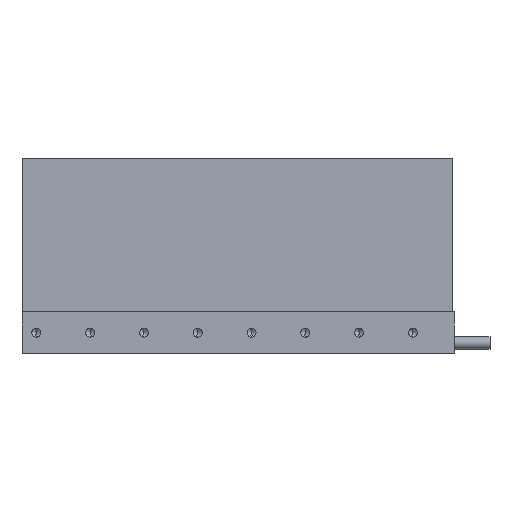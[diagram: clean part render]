
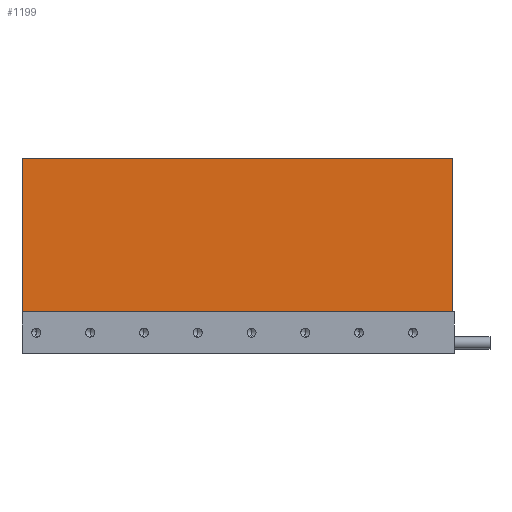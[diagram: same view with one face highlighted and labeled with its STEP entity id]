
A CAD part, front view. The second image highlights one B-rep face of the part: STEP entity #1199.
In plain terms, the highlighted planar face has unit normal (0, -1, 0).
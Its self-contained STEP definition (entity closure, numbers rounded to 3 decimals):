
#18 = CARTESIAN_POINT ( 'NONE',  ( 119.5, -5., 23.3 ) ) ;
#238 = EDGE_CURVE ( 'NONE', #537, #1889, #1944, .T. ) ;
#362 = PLANE ( 'NONE',  #1509 ) ;
#372 = LINE ( 'NONE', #991, #820 ) ;
#397 = DIRECTION ( 'NONE',  ( 0., 1., 0. ) ) ;
#537 = VERTEX_POINT ( 'NONE', #897 ) ;
#732 = EDGE_CURVE ( 'NONE', #537, #2310, #1337, .T. ) ;
#773 = DIRECTION ( 'NONE',  ( 0., 0., -1. ) ) ;
#820 = VECTOR ( 'NONE', #3634, 1000. ) ;
#897 = CARTESIAN_POINT ( 'NONE',  ( -120.5, -5., 108.8 ) ) ;
#957 = VERTEX_POINT ( 'NONE', #18 ) ;
#980 = CARTESIAN_POINT ( 'NONE',  ( 119.5, -5., 108.8 ) ) ;
#991 = CARTESIAN_POINT ( 'NONE',  ( 119.5, -5., 23.3 ) ) ;
#994 = VECTOR ( 'NONE', #773, 1000. ) ;
#1065 = CARTESIAN_POINT ( 'NONE',  ( 119.5, -5., 108.8 ) ) ;
#1094 = EDGE_CURVE ( 'NONE', #1889, #957, #3781, .T. ) ;
#1199 = ADVANCED_FACE ( 'NONE', ( #2447 ), #362, .F. ) ;
#1337 = LINE ( 'NONE', #2445, #3182 ) ;
#1509 = AXIS2_PLACEMENT_3D ( 'NONE', #3052, #397, #2509 ) ;
#1573 = DIRECTION ( 'NONE',  ( 1., 0., 0. ) ) ;
#1616 = EDGE_CURVE ( 'NONE', #2310, #957, #372, .T. ) ;
#1889 = VERTEX_POINT ( 'NONE', #3833 ) ;
#1944 = LINE ( 'NONE', #980, #3305 ) ;
#2091 = CARTESIAN_POINT ( 'NONE',  ( -120.5, -5., 23.3 ) ) ;
#2310 = VERTEX_POINT ( 'NONE', #2091 ) ;
#2445 = CARTESIAN_POINT ( 'NONE',  ( -120.5, -5., 108.8 ) ) ;
#2447 = FACE_OUTER_BOUND ( 'NONE', #2737, .T. ) ;
#2509 = DIRECTION ( 'NONE',  ( -1., 0., 0. ) ) ;
#2523 = DIRECTION ( 'NONE',  ( 0., 0., -1. ) ) ;
#2532 = ORIENTED_EDGE ( 'NONE', *, *, #732, .T. ) ;
#2731 = ORIENTED_EDGE ( 'NONE', *, *, #238, .F. ) ;
#2737 = EDGE_LOOP ( 'NONE', ( #3767, #2988, #2731, #2532 ) ) ;
#2988 = ORIENTED_EDGE ( 'NONE', *, *, #1094, .F. ) ;
#3052 = CARTESIAN_POINT ( 'NONE',  ( 119.5, -5., 108.8 ) ) ;
#3182 = VECTOR ( 'NONE', #2523, 1000. ) ;
#3305 = VECTOR ( 'NONE', #1573, 1000. ) ;
#3634 = DIRECTION ( 'NONE',  ( 1., 0., 0. ) ) ;
#3767 = ORIENTED_EDGE ( 'NONE', *, *, #1616, .T. ) ;
#3781 = LINE ( 'NONE', #1065, #994 ) ;
#3833 = CARTESIAN_POINT ( 'NONE',  ( 119.5, -5., 108.8 ) ) ;
